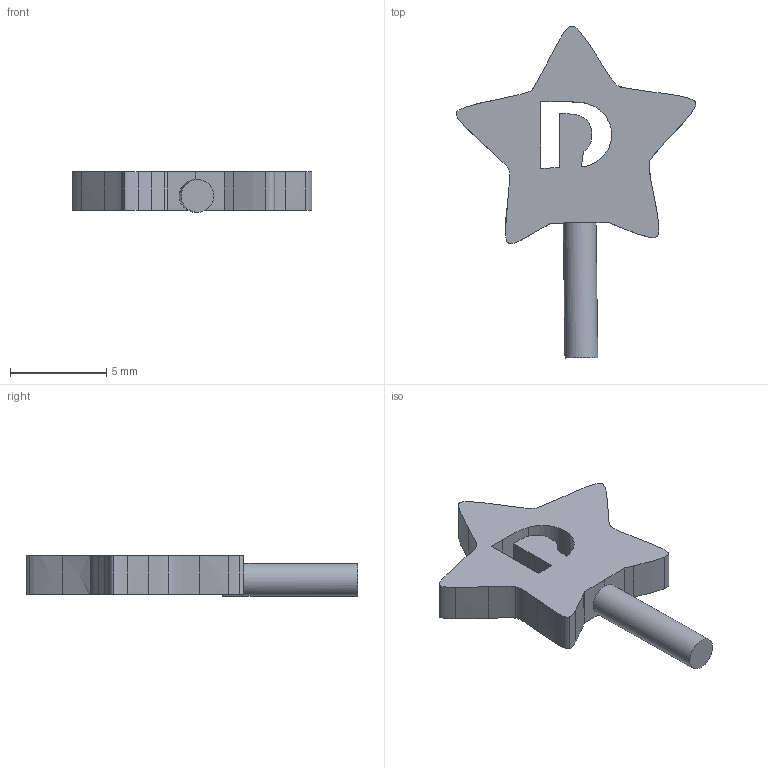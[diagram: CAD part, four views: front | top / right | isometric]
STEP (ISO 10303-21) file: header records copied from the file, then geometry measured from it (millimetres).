
FILE_DESCRIPTION(/* description */ (''),/* implementation_level */ '2;1');
FILE_NAME(/* name */ 'star flag .step',/* time_stamp */ '2020-08-12T02:38:31+03:00',/* author */ (''),/* organization */ (''),/* preprocessor_version */ 'ST-DEVELOPER v18',/* originating_system */ 'Autodesk Translation Framework v8.12.0.6',/* authorisation */ '');
FILE_SCHEMA (('AUTOMOTIVE_DESIGN { 1 0 10303 214 3 1 1 }'));
Length unit declared in the file: millimetre
Products named in the file (1): flag (v1~recovered)
Bounding box: 12.44 x 17.22 x 2.1 mm (x, y, z)
Volume: 145.7 mm3; surface area: 284.8 mm2
Topology: 1 solids, 1 shells, 58 faces, 168 edges, 112 vertices
Faces by surface type: bspline 42, plane 15, cylinder 1
Full cylindrical faces by diameter (mm): 1.7 x1
Entity records: 2041 total; most frequent: CARTESIAN_POINT 885, ORIENTED_EDGE 336, EDGE_CURVE 168, DIRECTION 124, VERTEX_POINT 112, LINE 78, VECTOR 78, EDGE_LOOP 60
